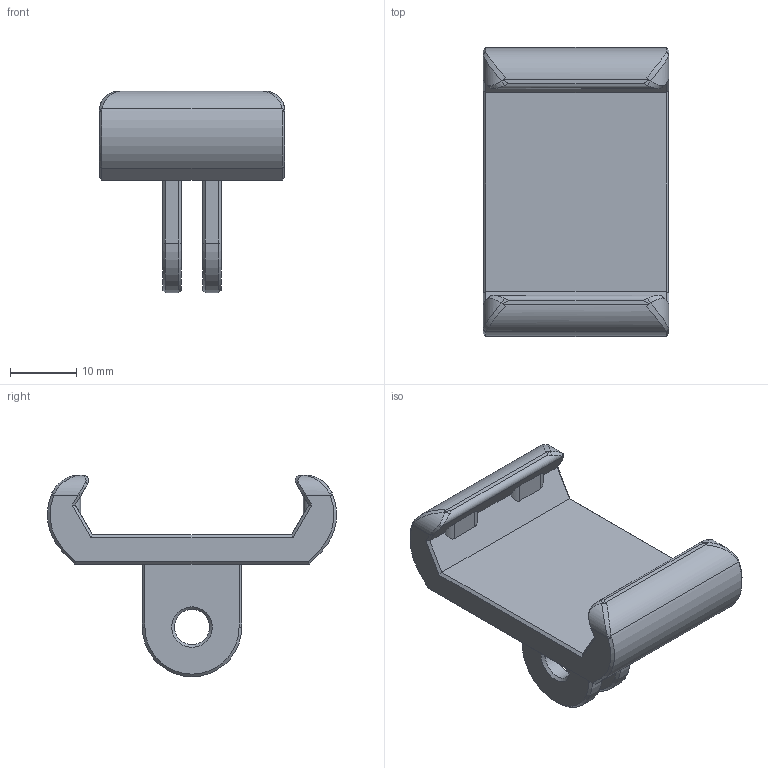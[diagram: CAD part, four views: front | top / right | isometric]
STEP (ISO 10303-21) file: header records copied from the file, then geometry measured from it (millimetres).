
FILE_DESCRIPTION(/* description */ (''),/* implementation_level */ '2;1');
FILE_NAME(/* name */ 'Holder Single.step',/* time_stamp */ '2019-07-26T23:08:51+10:00',/* author */ (''),/* organization */ (''),/* preprocessor_version */ 'ST-DEVELOPER v18',/* originating_system */ 'Autodesk Translation Framework v8.2.0.1029',/* authorisation */ '');
FILE_SCHEMA (('AUTOMOTIVE_DESIGN { 1 0 10303 214 3 1 1 }'));
Length unit declared in the file: millimetre
Products named in the file (2): Holder; Component3
Assembly tree (1 placements, depth 2):
  Holder
    Component3
Bounding box: 28 x 43.61 x 30.4 mm (x, y, z)
Volume: 8384.6 mm3; surface area: 4891.5 mm2
Topology: 1 solids, 1 shells, 122 faces, 310 edges, 188 vertices
Faces by surface type: plane 48, bspline 40, cylinder 22, cone 12
Full cylindrical faces by diameter (mm): 5.3 x2
Entity records: 5107 total; most frequent: CARTESIAN_POINT 2415, ORIENTED_EDGE 612, DIRECTION 428, EDGE_CURVE 306, VERTEX_POINT 188, LINE 178, VECTOR 178, EDGE_LOOP 128
